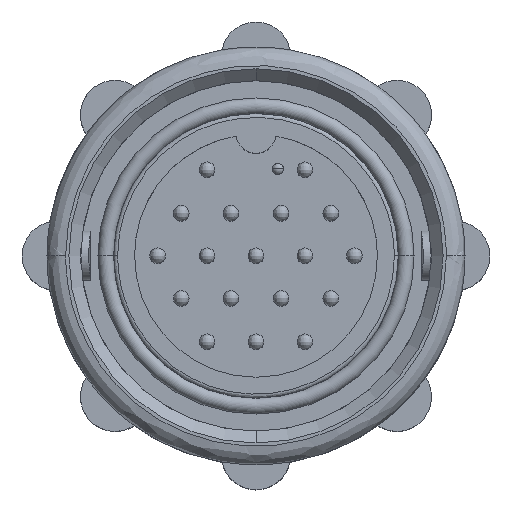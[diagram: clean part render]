
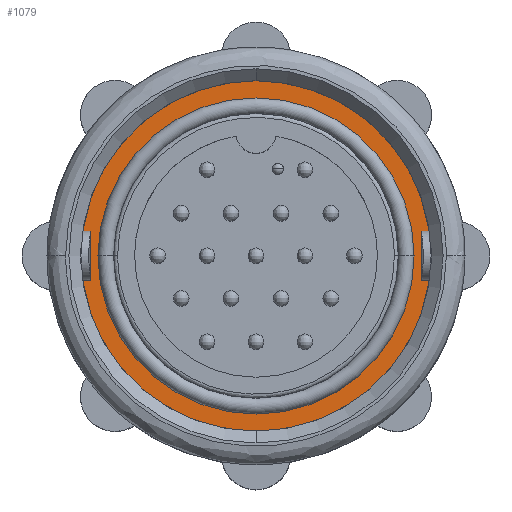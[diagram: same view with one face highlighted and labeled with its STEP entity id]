
A CAD part, top view. The second image highlights one B-rep face of the part: STEP entity #1079.
In plain terms, the highlighted planar face has unit normal (0, 0, 1).
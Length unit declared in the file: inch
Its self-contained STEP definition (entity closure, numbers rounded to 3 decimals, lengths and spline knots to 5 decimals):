
#11 = VERTEX_POINT ( 'NONE', #2010 ) ;
#20 = VERTEX_POINT ( 'NONE', #2109 ) ;
#1079 = ADVANCED_FACE ( 'NONE', ( #1437, #1872 ), #9587, .F. ) ;
#1294 = AXIS2_PLACEMENT_3D ( 'NONE', #9579, #9591, #9595 ) ;
#1437 = FACE_BOUND ( 'NONE', #2408, .T. ) ;
#1872 = FACE_OUTER_BOUND ( 'NONE', #2546, .T. ) ;
#1907 = VERTEX_POINT ( 'NONE', #6513 ) ;
#1908 = VERTEX_POINT ( 'NONE', #6514 ) ;
#1910 = VERTEX_POINT ( 'NONE', #6518 ) ;
#1922 = VERTEX_POINT ( 'NONE', #6536 ) ;
#1926 = VERTEX_POINT ( 'NONE', #6542 ) ;
#1950 = VERTEX_POINT ( 'NONE', #6573 ) ;
#1952 = VERTEX_POINT ( 'NONE', #6576 ) ;
#2010 = CARTESIAN_POINT ( 'NONE',  ( -0.43554, -0.0625, 0.02 ) ) ;
#2109 = CARTESIAN_POINT ( 'NONE',  ( 0.43554, -0.0625, 0.02 ) ) ;
#2408 = EDGE_LOOP ( 'NONE', ( #5721, #5365 ) ) ;
#2546 = EDGE_LOOP ( 'NONE', ( #5696, #5763, #5202, #5543, #5603, #5709, #5565, #5472, #5640 ) ) ;
#2605 = VERTEX_POINT ( 'NONE', #6672 ) ;
#3373 = CARTESIAN_POINT ( 'NONE',  ( 0., 0., 0.02 ) ) ;
#3374 = DIRECTION ( 'NONE',  ( 0., 0., -1. ) ) ;
#3375 = DIRECTION ( 'NONE',  ( -1., 0., 0. ) ) ;
#3423 = LINE ( 'NONE', #3424, #9701 ) ;
#3424 = CARTESIAN_POINT ( 'NONE',  ( 0., 0.0625, 0.02 ) ) ;
#3425 = DIRECTION ( 'NONE',  ( -1., 0., 0. ) ) ;
#3528 = CARTESIAN_POINT ( 'NONE',  ( 0., 0., 0.02 ) ) ;
#3529 = DIRECTION ( 'NONE',  ( 0., 0., 1. ) ) ;
#3530 = DIRECTION ( 'NONE',  ( 0., 1., 0. ) ) ;
#3760 = LINE ( 'NONE', #3761, #9654 ) ;
#3761 = CARTESIAN_POINT ( 'NONE',  ( 0., 0.0625, 0.02 ) ) ;
#3762 = DIRECTION ( 'NONE',  ( -1., 0., 0. ) ) ;
#3793 = LINE ( 'NONE', #3794, #9688 ) ;
#3794 = CARTESIAN_POINT ( 'NONE',  ( 0., -0.0625, 0.02 ) ) ;
#3795 = DIRECTION ( 'NONE',  ( 1., 0., 0. ) ) ;
#4253 = CARTESIAN_POINT ( 'NONE',  ( 0., 0., 0.02 ) ) ;
#4257 = DIRECTION ( 'NONE',  ( 0., 0., -1. ) ) ;
#4258 = DIRECTION ( 'NONE',  ( 0., -1., 0. ) ) ;
#4263 = LINE ( 'NONE', #4264, #9975 ) ;
#4264 = CARTESIAN_POINT ( 'NONE',  ( 0.41532, -0.0625, 0.02 ) ) ;
#4265 = DIRECTION ( 'NONE',  ( 1., 0., 0. ) ) ;
#4316 = CARTESIAN_POINT ( 'NONE',  ( -0.39704, 0., 0.02 ) ) ;
#5202 = ORIENTED_EDGE ( 'NONE', *, *, #6808, .T. ) ;
#5365 = ORIENTED_EDGE ( 'NONE', *, *, #6264, .T. ) ;
#5472 = ORIENTED_EDGE ( 'NONE', *, *, #7577, .F. ) ;
#5543 = ORIENTED_EDGE ( 'NONE', *, *, #7076, .F. ) ;
#5565 = ORIENTED_EDGE ( 'NONE', *, *, #6494, .T. ) ;
#5603 = ORIENTED_EDGE ( 'NONE', *, *, #7573, .F. ) ;
#5640 = ORIENTED_EDGE ( 'NONE', *, *, #6125, .F. ) ;
#5696 = ORIENTED_EDGE ( 'NONE', *, *, #6728, .F. ) ;
#5709 = ORIENTED_EDGE ( 'NONE', *, *, #7127, .F. ) ;
#5721 = ORIENTED_EDGE ( 'NONE', *, *, #6638, .T. ) ;
#5763 = ORIENTED_EDGE ( 'NONE', *, *, #6254, .T. ) ;
#6125 = EDGE_CURVE ( 'NONE', #1926, #1910, #6480, .T. ) ;
#6181 = CIRCLE ( 'NONE', #9672, 0.39704 ) ;
#6223 = CIRCLE ( 'NONE', #9825, 0.44 ) ;
#6247 = CIRCLE ( 'NONE', #9804, 0.44 ) ;
#6254 = EDGE_CURVE ( 'NONE', #1952, #1908, #7259, .T. ) ;
#6264 = EDGE_CURVE ( 'NONE', #2605, #7993, #6601, .T. ) ;
#6480 = CIRCLE ( 'NONE', #9796, 0.42 ) ;
#6494 = EDGE_CURVE ( 'NONE', #11, #20, #6247, .T. ) ;
#6513 = CARTESIAN_POINT ( 'NONE',  ( -0.43554, 0.0625, 0.02 ) ) ;
#6514 = CARTESIAN_POINT ( 'NONE',  ( 0., 0.44, 0.02 ) ) ;
#6518 = CARTESIAN_POINT ( 'NONE',  ( 0.41532, -0.0625, 0.02 ) ) ;
#6536 = CARTESIAN_POINT ( 'NONE',  ( -0.41532, -0.0625, 0.02 ) ) ;
#6542 = CARTESIAN_POINT ( 'NONE',  ( 0.41532, 0.0625, 0.02 ) ) ;
#6573 = CARTESIAN_POINT ( 'NONE',  ( -0.41532, 0.0625, 0.02 ) ) ;
#6576 = CARTESIAN_POINT ( 'NONE',  ( 0.43554, 0.0625, 0.02 ) ) ;
#6601 = CIRCLE ( 'NONE', #9723, 0.39704 ) ;
#6638 = EDGE_CURVE ( 'NONE', #7993, #2605, #6181, .T. ) ;
#6672 = CARTESIAN_POINT ( 'NONE',  ( 0.39704, 0., 0.02 ) ) ;
#6728 = EDGE_CURVE ( 'NONE', #1952, #1926, #3423, .T. ) ;
#6808 = EDGE_CURVE ( 'NONE', #1908, #1907, #6223, .T. ) ;
#7002 = CIRCLE ( 'NONE', #9994, 0.42 ) ;
#7076 = EDGE_CURVE ( 'NONE', #1950, #1907, #3760, .T. ) ;
#7127 = EDGE_CURVE ( 'NONE', #11, #1922, #3793, .T. ) ;
#7259 = CIRCLE ( 'NONE', #10064, 0.44 ) ;
#7573 = EDGE_CURVE ( 'NONE', #1922, #1950, #7002, .T. ) ;
#7577 = EDGE_CURVE ( 'NONE', #1910, #20, #4263, .T. ) ;
#7993 = VERTEX_POINT ( 'NONE', #4316 ) ;
#8906 = CARTESIAN_POINT ( 'NONE',  ( 0., 0., 0.02 ) ) ;
#8907 = DIRECTION ( 'NONE',  ( 0., 0., -1. ) ) ;
#8908 = DIRECTION ( 'NONE',  ( 0., -1., 0. ) ) ;
#9194 = CARTESIAN_POINT ( 'NONE',  ( 0., 0., 0.02 ) ) ;
#9195 = DIRECTION ( 'NONE',  ( 0., 0., 1. ) ) ;
#9196 = DIRECTION ( 'NONE',  ( 0., 1., 0. ) ) ;
#9230 = CARTESIAN_POINT ( 'NONE',  ( 0., 0., 0.02 ) ) ;
#9231 = DIRECTION ( 'NONE',  ( 0., 0., -1. ) ) ;
#9232 = DIRECTION ( 'NONE',  ( -1., 0., 0. ) ) ;
#9490 = CARTESIAN_POINT ( 'NONE',  ( 0., 0., 0.02 ) ) ;
#9491 = DIRECTION ( 'NONE',  ( 0., 0., 1. ) ) ;
#9492 = DIRECTION ( 'NONE',  ( 0., 1., 0. ) ) ;
#9579 = CARTESIAN_POINT ( 'NONE',  ( 0., 0., 0.02 ) ) ;
#9587 = PLANE ( 'NONE',  #1294 ) ;
#9591 = DIRECTION ( 'NONE',  ( 0., 0., -1. ) ) ;
#9595 = DIRECTION ( 'NONE',  ( -1., 0., 0. ) ) ;
#9654 = VECTOR ( 'NONE', #3762, 39.37008 ) ;
#9672 = AXIS2_PLACEMENT_3D ( 'NONE', #3373, #3374, #3375 ) ;
#9688 = VECTOR ( 'NONE', #3795, 39.37008 ) ;
#9701 = VECTOR ( 'NONE', #3425, 39.37008 ) ;
#9723 = AXIS2_PLACEMENT_3D ( 'NONE', #9230, #9231, #9232 ) ;
#9796 = AXIS2_PLACEMENT_3D ( 'NONE', #8906, #8907, #8908 ) ;
#9804 = AXIS2_PLACEMENT_3D ( 'NONE', #9490, #9491, #9492 ) ;
#9825 = AXIS2_PLACEMENT_3D ( 'NONE', #3528, #3529, #3530 ) ;
#9975 = VECTOR ( 'NONE', #4265, 39.37008 ) ;
#9994 = AXIS2_PLACEMENT_3D ( 'NONE', #4253, #4257, #4258 ) ;
#10064 = AXIS2_PLACEMENT_3D ( 'NONE', #9194, #9195, #9196 ) ;
